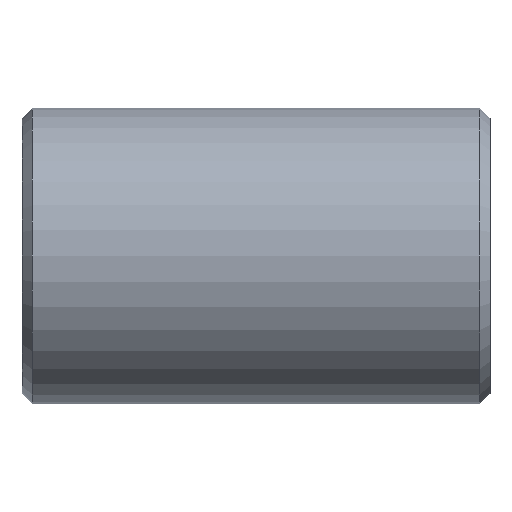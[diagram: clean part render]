
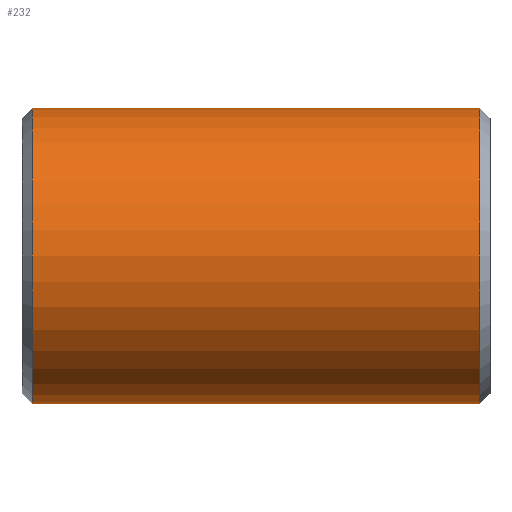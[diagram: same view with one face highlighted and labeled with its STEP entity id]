
A CAD part, front view. The second image highlights one B-rep face of the part: STEP entity #232.
In plain terms, the highlighted cylindrical face has radius 136.525 mm (diameter 273.05 mm), a partial arc.
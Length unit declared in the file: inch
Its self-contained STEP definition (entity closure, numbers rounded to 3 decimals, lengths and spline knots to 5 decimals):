
#8 = CIRCLE ( 'NONE', #609, 5.375 ) ;
#20 = CARTESIAN_POINT ( 'NONE',  ( -8.125, 0., 5.375 ) ) ;
#23 = CARTESIAN_POINT ( 'NONE',  ( 8.5, 0., -5.375 ) ) ;
#29 = LINE ( 'NONE', #285, #757 ) ;
#97 = VERTEX_POINT ( 'NONE', #520 ) ;
#105 = CYLINDRICAL_SURFACE ( 'NONE', #715, 5.375 ) ;
#123 = EDGE_CURVE ( 'NONE', #503, #585, #797, .T. ) ;
#147 = DIRECTION ( 'NONE',  ( 0., 0., -1. ) ) ;
#158 = DIRECTION ( 'NONE',  ( -1., 0., 0. ) ) ;
#213 = DIRECTION ( 'NONE',  ( 1., 0., 0. ) ) ;
#232 = ADVANCED_FACE ( 'NONE', ( #727 ), #105, .T. ) ;
#284 = CARTESIAN_POINT ( 'NONE',  ( -8.125, 0., 0. ) ) ;
#285 = CARTESIAN_POINT ( 'NONE',  ( 8.5, 0., 5.375 ) ) ;
#389 = ORIENTED_EDGE ( 'NONE', *, *, #803, .T. ) ;
#418 = DIRECTION ( 'NONE',  ( 0., 0., 1. ) ) ;
#430 = AXIS2_PLACEMENT_3D ( 'NONE', #524, #717, #147 ) ;
#452 = ORIENTED_EDGE ( 'NONE', *, *, #531, .F. ) ;
#464 = DIRECTION ( 'NONE',  ( 0., 0., 1. ) ) ;
#471 = ORIENTED_EDGE ( 'NONE', *, *, #541, .T. ) ;
#473 = VECTOR ( 'NONE', #599, 39.37008 ) ;
#503 = VERTEX_POINT ( 'NONE', #657 ) ;
#520 = CARTESIAN_POINT ( 'NONE',  ( -8.125, 0., -5.375 ) ) ;
#524 = CARTESIAN_POINT ( 'NONE',  ( 8.125, 0., 0. ) ) ;
#531 = EDGE_CURVE ( 'NONE', #503, #97, #593, .T. ) ;
#541 = EDGE_CURVE ( 'NONE', #706, #97, #8, .T. ) ;
#551 = DIRECTION ( 'NONE',  ( -1., 0., 0. ) ) ;
#585 = VERTEX_POINT ( 'NONE', #708 ) ;
#593 = LINE ( 'NONE', #23, #473 ) ;
#599 = DIRECTION ( 'NONE',  ( -1., 0., 0. ) ) ;
#609 = AXIS2_PLACEMENT_3D ( 'NONE', #284, #213, #464 ) ;
#655 = ORIENTED_EDGE ( 'NONE', *, *, #123, .T. ) ;
#657 = CARTESIAN_POINT ( 'NONE',  ( 8.125, 0., -5.375 ) ) ;
#706 = VERTEX_POINT ( 'NONE', #20 ) ;
#708 = CARTESIAN_POINT ( 'NONE',  ( 8.125, 0., 5.375 ) ) ;
#715 = AXIS2_PLACEMENT_3D ( 'NONE', #738, #551, #418 ) ;
#717 = DIRECTION ( 'NONE',  ( -1., 0., 0. ) ) ;
#727 = FACE_OUTER_BOUND ( 'NONE', #819, .T. ) ;
#738 = CARTESIAN_POINT ( 'NONE',  ( 8.5, 0., 0. ) ) ;
#757 = VECTOR ( 'NONE', #158, 39.37008 ) ;
#797 = CIRCLE ( 'NONE', #430, 5.375 ) ;
#803 = EDGE_CURVE ( 'NONE', #585, #706, #29, .T. ) ;
#819 = EDGE_LOOP ( 'NONE', ( #452, #655, #389, #471 ) ) ;
